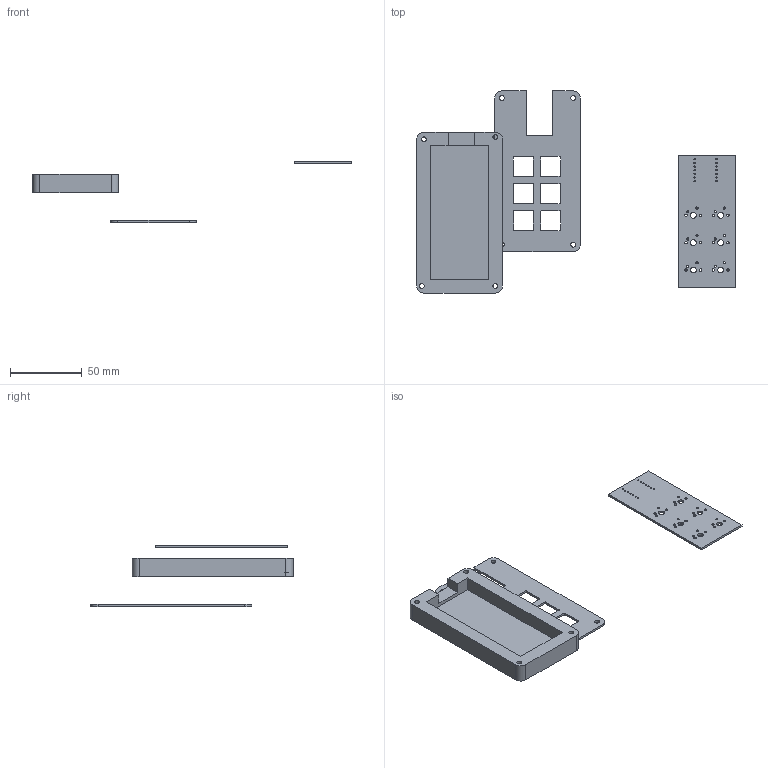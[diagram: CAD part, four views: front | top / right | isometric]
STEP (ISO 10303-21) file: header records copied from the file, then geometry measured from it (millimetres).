
FILE_DESCRIPTION(/* description */ (''),/* implementation_level */ '2;1');
FILE_NAME(/* name */ 'hackpad_combined.step',/* time_stamp */ '2025-06-29T22:20:05-07:00',/* author */ (''),/* organization */ (''),/* preprocessor_version */ 'ST-DEVELOPER v20.1',/* originating_system */ 'Autodesk Translation Framework v14.10.0.0',/* authorisation */ '');
FILE_SCHEMA (('AUTOMOTIVE_DESIGN { 1 0 10303 214 3 1 1 }'));
Length unit declared in the file: millimetre
Products named in the file (5): hackpad_combined; shlokpad-6KEYS; shlokpad-top-6KEYS; hackpad 1; hackpad_PCB
Assembly tree (4 placements, depth 3):
  hackpad_combined
    shlokpad-6KEYS
    shlokpad-top-6KEYS
    hackpad 1
      hackpad_PCB
Bounding box: 222.06 x 140.97 x 42.54 mm (x, y, z)
Volume: 59540.6 mm3; surface area: 39829.8 mm2
Topology: 3 solids, 3 shells, 386 faces, 1077 edges, 718 vertices
Faces by surface type: bspline 150, plane 148, cylinder 88
Full cylindrical faces by diameter (mm): 0.889 x14, 1.5 x12, 1.7 x12, 3.4 x8, 4 x6, 6 x4
Entity records: 14173 total; most frequent: CARTESIAN_POINT 4740, ORIENTED_EDGE 2154, DIRECTION 1443, EDGE_CURVE 1077, VERTEX_POINT 718, LINE 601, VECTOR 601, EDGE_LOOP 523
